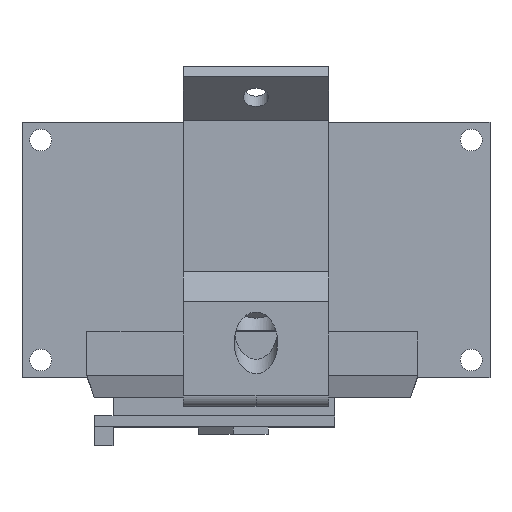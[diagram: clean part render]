
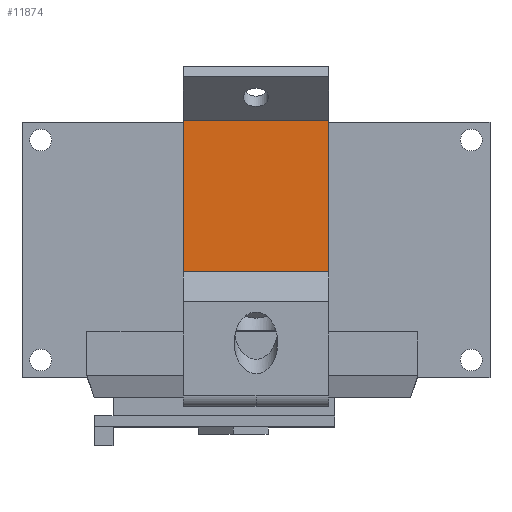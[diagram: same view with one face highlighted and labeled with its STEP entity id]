
A CAD part, top view. The second image highlights one B-rep face of the part: STEP entity #11874.
In plain terms, the highlighted planar face has unit normal (0, 0, 1).
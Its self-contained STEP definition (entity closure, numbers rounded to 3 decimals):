
#9712 = PLANE('',#9713);
#9713 = AXIS2_PLACEMENT_3D('',#9714,#9715,#9716);
#9714 = CARTESIAN_POINT('',(-10.,-11.314,16.971));
#9715 = DIRECTION('',(1.,0.,0.));
#9716 = DIRECTION('',(0.,0.,1.));
#9799 = PLANE('',#9800);
#9800 = AXIS2_PLACEMENT_3D('',#9801,#9802,#9803);
#9801 = CARTESIAN_POINT('',(10.,-11.314,16.971));
#9802 = DIRECTION('',(-1.,0.,0.));
#9803 = DIRECTION('',(0.,0.,-1.));
#10247 = VERTEX_POINT('',#10248);
#10248 = CARTESIAN_POINT('',(-10.,-17.324,-15.91));
#10262 = PLANE('',#10263);
#10263 = AXIS2_PLACEMENT_3D('',#10264,#10265,#10266);
#10264 = CARTESIAN_POINT('',(0.,-17.324,
    10.96));
#10265 = DIRECTION('',(0.,-1.,0.));
#10266 = DIRECTION('',(0.,0.,-1.));
#10274 = EDGE_CURVE('',#10247,#10275,#10277,.T.);
#10275 = VERTEX_POINT('',#10276);
#10276 = CARTESIAN_POINT('',(-10.,9.546,-15.91));
#10277 = SURFACE_CURVE('',#10278,(#10282,#10289),.PCURVE_S1.);
#10278 = LINE('',#10279,#10280);
#10279 = CARTESIAN_POINT('',(-10.,-17.324,-15.91));
#10280 = VECTOR('',#10281,1.);
#10281 = DIRECTION('',(0.,1.,0.));
#10282 = PCURVE('',#9712,#10283);
#10283 = DEFINITIONAL_REPRESENTATION('',(#10284),#10288);
#10284 = LINE('',#10285,#10286);
#10285 = CARTESIAN_POINT('',(-32.88,6.01));
#10286 = VECTOR('',#10287,1.);
#10287 = DIRECTION('',(0.,-1.));
#10288 = ( GEOMETRIC_REPRESENTATION_CONTEXT(2) 
PARAMETRIC_REPRESENTATION_CONTEXT() REPRESENTATION_CONTEXT('2D SPACE',''
  ) );
#10289 = PCURVE('',#10290,#10295);
#10290 = PLANE('',#10291);
#10291 = AXIS2_PLACEMENT_3D('',#10292,#10293,#10294);
#10292 = CARTESIAN_POINT('',(0.,-17.324,
    -15.91));
#10293 = DIRECTION('',(0.,0.,-1.));
#10294 = DIRECTION('',(0.,-1.,0.));
#10295 = DEFINITIONAL_REPRESENTATION('',(#10296),#10300);
#10296 = LINE('',#10297,#10298);
#10297 = CARTESIAN_POINT('',(0.,10.));
#10298 = VECTOR('',#10299,1.);
#10299 = DIRECTION('',(-1.,0.));
#10300 = ( GEOMETRIC_REPRESENTATION_CONTEXT(2) 
PARAMETRIC_REPRESENTATION_CONTEXT() REPRESENTATION_CONTEXT('2D SPACE',''
  ) );
#10318 = PLANE('',#10319);
#10319 = AXIS2_PLACEMENT_3D('',#10320,#10321,#10322);
#10320 = CARTESIAN_POINT('',(0.,12.551,
    -12.905));
#10321 = DIRECTION('',(0.,0.707,
    -0.707));
#10322 = DIRECTION('',(0.,0.707,0.707
    ));
#10903 = VERTEX_POINT('',#10904);
#10904 = CARTESIAN_POINT('',(10.,-17.324,-15.91));
#10925 = EDGE_CURVE('',#10903,#10926,#10928,.T.);
#10926 = VERTEX_POINT('',#10927);
#10927 = CARTESIAN_POINT('',(10.,9.546,-15.91));
#10928 = SURFACE_CURVE('',#10929,(#10933,#10940),.PCURVE_S1.);
#10929 = LINE('',#10930,#10931);
#10930 = CARTESIAN_POINT('',(10.,-17.324,-15.91));
#10931 = VECTOR('',#10932,1.);
#10932 = DIRECTION('',(0.,1.,0.));
#10933 = PCURVE('',#9799,#10934);
#10934 = DEFINITIONAL_REPRESENTATION('',(#10935),#10939);
#10935 = LINE('',#10936,#10937);
#10936 = CARTESIAN_POINT('',(32.88,6.01));
#10937 = VECTOR('',#10938,1.);
#10938 = DIRECTION('',(0.,-1.));
#10939 = ( GEOMETRIC_REPRESENTATION_CONTEXT(2) 
PARAMETRIC_REPRESENTATION_CONTEXT() REPRESENTATION_CONTEXT('2D SPACE',''
  ) );
#10940 = PCURVE('',#10290,#10941);
#10941 = DEFINITIONAL_REPRESENTATION('',(#10942),#10946);
#10942 = LINE('',#10943,#10944);
#10943 = CARTESIAN_POINT('',(0.,-10.));
#10944 = VECTOR('',#10945,1.);
#10945 = DIRECTION('',(-1.,0.));
#10946 = ( GEOMETRIC_REPRESENTATION_CONTEXT(2) 
PARAMETRIC_REPRESENTATION_CONTEXT() REPRESENTATION_CONTEXT('2D SPACE',''
  ) );
#11801 = EDGE_CURVE('',#10275,#10926,#11802,.T.);
#11802 = SURFACE_CURVE('',#11803,(#11807,#11814),.PCURVE_S1.);
#11803 = LINE('',#11804,#11805);
#11804 = CARTESIAN_POINT('',(0.,9.546,
    -15.91));
#11805 = VECTOR('',#11806,1.);
#11806 = DIRECTION('',(1.,0.,0.));
#11807 = PCURVE('',#10318,#11808);
#11808 = DEFINITIONAL_REPRESENTATION('',(#11809),#11813);
#11809 = LINE('',#11810,#11811);
#11810 = CARTESIAN_POINT('',(-4.25,0.));
#11811 = VECTOR('',#11812,1.);
#11812 = DIRECTION('',(0.,1.));
#11813 = ( GEOMETRIC_REPRESENTATION_CONTEXT(2) 
PARAMETRIC_REPRESENTATION_CONTEXT() REPRESENTATION_CONTEXT('2D SPACE',''
  ) );
#11814 = PCURVE('',#10290,#11815);
#11815 = DEFINITIONAL_REPRESENTATION('',(#11816),#11820);
#11816 = LINE('',#11817,#11818);
#11817 = CARTESIAN_POINT('',(-26.87,0.));
#11818 = VECTOR('',#11819,1.);
#11819 = DIRECTION('',(0.,-1.));
#11820 = ( GEOMETRIC_REPRESENTATION_CONTEXT(2) 
PARAMETRIC_REPRESENTATION_CONTEXT() REPRESENTATION_CONTEXT('2D SPACE',''
  ) );
#11874 = ADVANCED_FACE('',(#11875),#10290,.F.);
#11875 = FACE_BOUND('',#11876,.T.);
#11876 = EDGE_LOOP('',(#11877,#11878,#11879,#11880));
#11877 = ORIENTED_EDGE('',*,*,#10925,.T.);
#11878 = ORIENTED_EDGE('',*,*,#11801,.F.);
#11879 = ORIENTED_EDGE('',*,*,#10274,.F.);
#11880 = ORIENTED_EDGE('',*,*,#11881,.F.);
#11881 = EDGE_CURVE('',#10903,#10247,#11882,.T.);
#11882 = SURFACE_CURVE('',#11883,(#11887,#11894),.PCURVE_S1.);
#11883 = LINE('',#11884,#11885);
#11884 = CARTESIAN_POINT('',(0.,-17.324,
    -15.91));
#11885 = VECTOR('',#11886,1.);
#11886 = DIRECTION('',(-1.,0.,0.));
#11887 = PCURVE('',#10290,#11888);
#11888 = DEFINITIONAL_REPRESENTATION('',(#11889),#11893);
#11889 = LINE('',#11890,#11891);
#11890 = CARTESIAN_POINT('',(0.,0.));
#11891 = VECTOR('',#11892,1.);
#11892 = DIRECTION('',(0.,1.));
#11893 = ( GEOMETRIC_REPRESENTATION_CONTEXT(2) 
PARAMETRIC_REPRESENTATION_CONTEXT() REPRESENTATION_CONTEXT('2D SPACE',''
  ) );
#11894 = PCURVE('',#10262,#11895);
#11895 = DEFINITIONAL_REPRESENTATION('',(#11896),#11900);
#11896 = LINE('',#11897,#11898);
#11897 = CARTESIAN_POINT('',(26.87,0.));
#11898 = VECTOR('',#11899,1.);
#11899 = DIRECTION('',(0.,-1.));
#11900 = ( GEOMETRIC_REPRESENTATION_CONTEXT(2) 
PARAMETRIC_REPRESENTATION_CONTEXT() REPRESENTATION_CONTEXT('2D SPACE',''
  ) );
